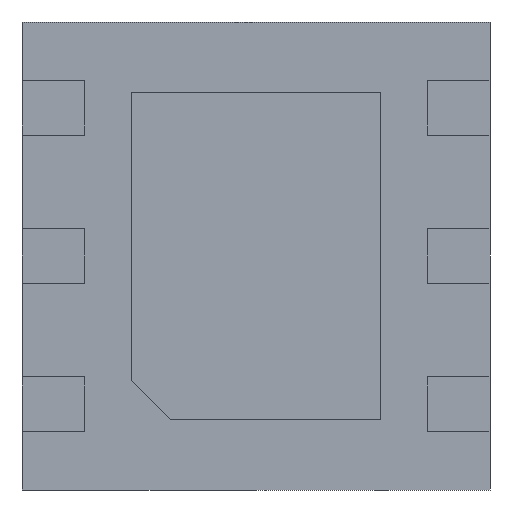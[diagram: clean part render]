
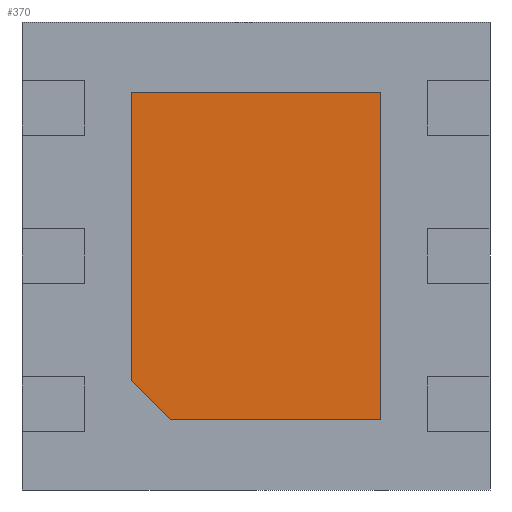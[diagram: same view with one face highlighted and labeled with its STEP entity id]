
A CAD part, front view. The second image highlights one B-rep face of the part: STEP entity #370.
In plain terms, the highlighted planar face has unit normal (0, -1, 0).
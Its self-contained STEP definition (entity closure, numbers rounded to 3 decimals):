
#1 = ORIENTED_EDGE ( 'NONE', *, *, #756, .T. ) ;
#81 = DIRECTION ( 'NONE',  ( 1., 0., 0. ) ) ;
#105 = VERTEX_POINT ( 'NONE', #936 ) ;
#193 = VERTEX_POINT ( 'NONE', #505 ) ;
#201 = ORIENTED_EDGE ( 'NONE', *, *, #2913, .T. ) ;
#206 = VERTEX_POINT ( 'NONE', #2968 ) ;
#303 = CARTESIAN_POINT ( 'NONE',  ( -0.55, 0., -1.05 ) ) ;
#310 = VERTEX_POINT ( 'NONE', #633 ) ;
#330 = EDGE_CURVE ( 'NONE', #206, #105, #667, .T. ) ;
#370 = ADVANCED_FACE ( 'NONE', ( #1268 ), #1109, .F. ) ;
#409 = AXIS2_PLACEMENT_3D ( 'NONE', #3042, #2586, #1822 ) ;
#505 = CARTESIAN_POINT ( 'NONE',  ( -0.55, 0., -1.05 ) ) ;
#581 = EDGE_CURVE ( 'NONE', #105, #193, #2095, .T. ) ;
#633 = CARTESIAN_POINT ( 'NONE',  ( 0.8, 0., 1.05 ) ) ;
#667 = LINE ( 'NONE', #2792, #1977 ) ;
#756 = EDGE_CURVE ( 'NONE', #1577, #310, #954, .T. ) ;
#912 = ORIENTED_EDGE ( 'NONE', *, *, #581, .T. ) ;
#936 = CARTESIAN_POINT ( 'NONE',  ( -0.8, 0., -0.8 ) ) ;
#954 = LINE ( 'NONE', #1533, #2707 ) ;
#1002 = DIRECTION ( 'NONE',  ( 0.707, 0., -0.707 ) ) ;
#1044 = ORIENTED_EDGE ( 'NONE', *, *, #2685, .T. ) ;
#1109 = PLANE ( 'NONE',  #409 ) ;
#1147 = LINE ( 'NONE', #1206, #2346 ) ;
#1206 = CARTESIAN_POINT ( 'NONE',  ( 0.8, 0., -1.05 ) ) ;
#1239 = ORIENTED_EDGE ( 'NONE', *, *, #330, .T. ) ;
#1268 = FACE_OUTER_BOUND ( 'NONE', #1803, .T. ) ;
#1449 = VECTOR ( 'NONE', #2277, 1000. ) ;
#1533 = CARTESIAN_POINT ( 'NONE',  ( 0.8, 0., -1.05 ) ) ;
#1577 = VERTEX_POINT ( 'NONE', #1764 ) ;
#1764 = CARTESIAN_POINT ( 'NONE',  ( 0.8, 0., -1.05 ) ) ;
#1803 = EDGE_LOOP ( 'NONE', ( #1044, #1, #201, #1239, #912 ) ) ;
#1806 = LINE ( 'NONE', #2032, #1449 ) ;
#1822 = DIRECTION ( 'NONE',  ( 0., 0., 1. ) ) ;
#1931 = VECTOR ( 'NONE', #1002, 1000. ) ;
#1977 = VECTOR ( 'NONE', #2572, 1000. ) ;
#2032 = CARTESIAN_POINT ( 'NONE',  ( 0.8, 0., 1.05 ) ) ;
#2095 = LINE ( 'NONE', #303, #1931 ) ;
#2277 = DIRECTION ( 'NONE',  ( -1., 0., 0. ) ) ;
#2346 = VECTOR ( 'NONE', #81, 1000. ) ;
#2496 = DIRECTION ( 'NONE',  ( 0., 0., 1. ) ) ;
#2572 = DIRECTION ( 'NONE',  ( 0., 0., -1. ) ) ;
#2586 = DIRECTION ( 'NONE',  ( 0., 1., 0. ) ) ;
#2685 = EDGE_CURVE ( 'NONE', #193, #1577, #1147, .T. ) ;
#2707 = VECTOR ( 'NONE', #2496, 1000. ) ;
#2792 = CARTESIAN_POINT ( 'NONE',  ( -0.8, 0., -0.8 ) ) ;
#2913 = EDGE_CURVE ( 'NONE', #310, #206, #1806, .T. ) ;
#2968 = CARTESIAN_POINT ( 'NONE',  ( -0.8, 0., 1.05 ) ) ;
#3042 = CARTESIAN_POINT ( 'NONE',  ( 0., 0., 0. ) ) ;
